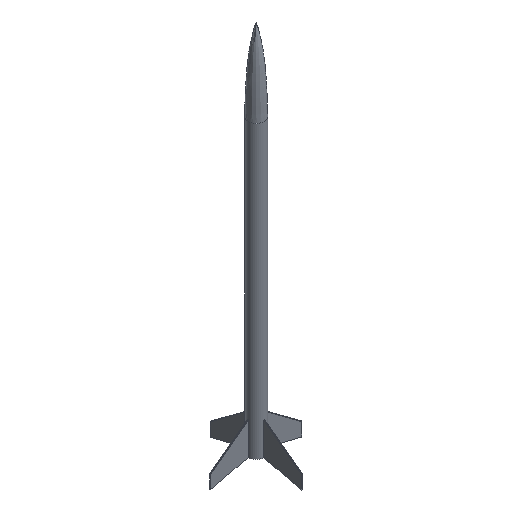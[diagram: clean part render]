
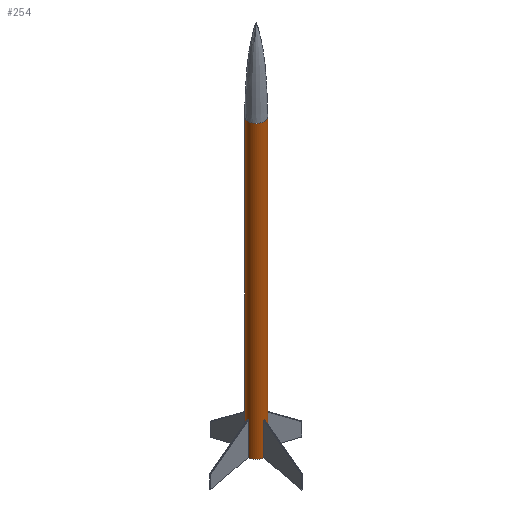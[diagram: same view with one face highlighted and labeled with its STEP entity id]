
A CAD part, isometric view. The second image highlights one B-rep face of the part: STEP entity #254.
In plain terms, the highlighted cylindrical face has radius 30 mm (diameter 60 mm), a full revolution.
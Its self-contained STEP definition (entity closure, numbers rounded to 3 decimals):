
#38=CIRCLE('',#305,30.);
#39=CIRCLE('',#306,30.);
#77=FACE_OUTER_BOUND('',#93,.T.);
#93=EDGE_LOOP('',(#230,#231,#232,#233));
#113=LINE('',#750,#129);
#129=VECTOR('',#375,30.);
#152=VERTEX_POINT('',#747);
#153=VERTEX_POINT('',#749);
#179=EDGE_CURVE('',#152,#152,#38,.T.);
#180=EDGE_CURVE('',#152,#153,#113,.T.);
#181=EDGE_CURVE('',#153,#153,#39,.T.);
#230=ORIENTED_EDGE('',*,*,#179,.F.);
#231=ORIENTED_EDGE('',*,*,#180,.T.);
#232=ORIENTED_EDGE('',*,*,#181,.T.);
#233=ORIENTED_EDGE('',*,*,#180,.F.);
#241=CYLINDRICAL_SURFACE('',#304,30.);
#254=ADVANCED_FACE('',(#77),#241,.T.);
#304=AXIS2_PLACEMENT_3D('',#746,#371,#372);
#305=AXIS2_PLACEMENT_3D('',#748,#373,#374);
#306=AXIS2_PLACEMENT_3D('',#751,#376,#377);
#371=DIRECTION('center_axis',(0.,0.,1.));
#372=DIRECTION('ref_axis',(1.,0.,0.));
#373=DIRECTION('center_axis',(0.,0.,1.));
#374=DIRECTION('ref_axis',(1.,0.,0.));
#375=DIRECTION('',(0.,0.,-1.));
#376=DIRECTION('center_axis',(0.,0.,1.));
#377=DIRECTION('ref_axis',(1.,0.,0.));
#746=CARTESIAN_POINT('Origin',(0.,0.,0.));
#747=CARTESIAN_POINT('',(-30.,0.,1079.5));
#748=CARTESIAN_POINT('Origin',(0.,0.,1079.5));
#749=CARTESIAN_POINT('',(-30.,0.,0.));
#750=CARTESIAN_POINT('',(-30.,0.,0.));
#751=CARTESIAN_POINT('Origin',(0.,0.,0.));
